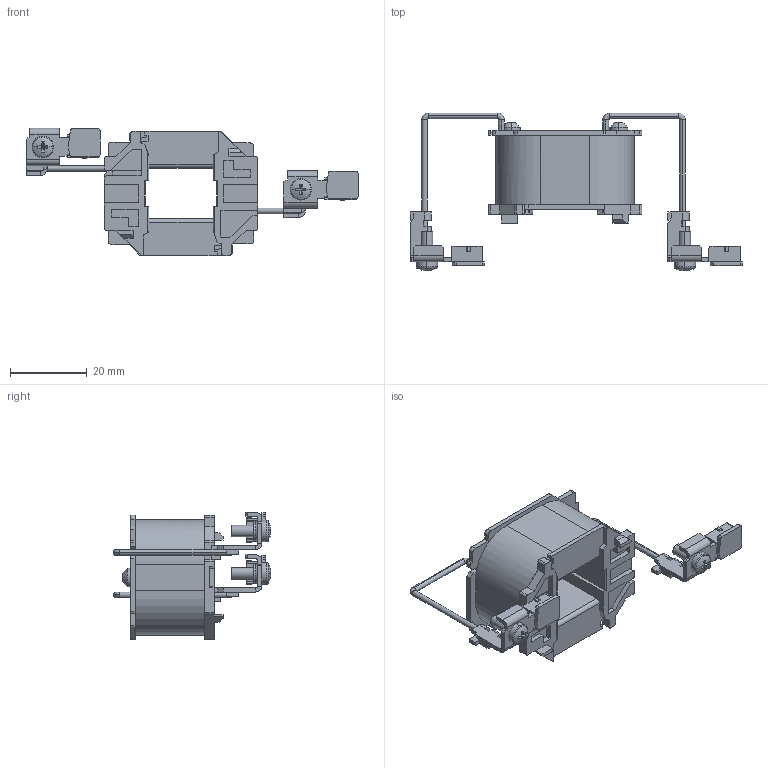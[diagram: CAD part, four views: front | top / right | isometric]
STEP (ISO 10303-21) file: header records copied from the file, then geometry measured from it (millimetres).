
FILE_DESCRIPTION (( 'STEP AP214' ), '1' );
FILE_NAME ('B3TY7403-0AV0.STEP', '2019-09-18T20:16:36', ( '' ), ( '' ), 'SwSTEP 2.0', 'SolidWorks 2017', '' );
FILE_SCHEMA (( 'AUTOMOTIVE_DESIGN' ));
Length unit declared in the file: millimetre
Products named in the file (4): B3TY7403-0AV0 (001); pan cross head_am_B18.6.7M - M3 x 0.5 x 8 Type I Cross Recessed PHMS --8N; B3TY7403-0AV0; B3TY7403-0AV0 (002)
Assembly tree (5 placements, depth 2):
  B3TY7403-0AV0
    B3TY7403-0AV0 (001)
    B3TY7403-0AV0 (002)  x2
    pan cross head_am_B18.6.7M - M3 x 0.5 x 8 Type I Cross Recessed PHMS --8N  x2
Bounding box: 86.5 x 41.12 x 33.15 mm (x, y, z)
Volume: 17110.9 mm3; surface area: 8978.2 mm2
Topology: 5 solids, 5 shells, 535 faces, 1468 edges, 934 vertices
Faces by surface type: plane 366, cylinder 141, torus 16, sphere 8, cone 4
Entity records: 12495 total; most frequent: CARTESIAN_POINT 2201, ORIENTED_EDGE 2150, DIRECTION 2127, EDGE_CURVE 1075, VECTOR 793, LINE 793, VERTEX_POINT 693, AXIS2_PLACEMENT_3D 667
